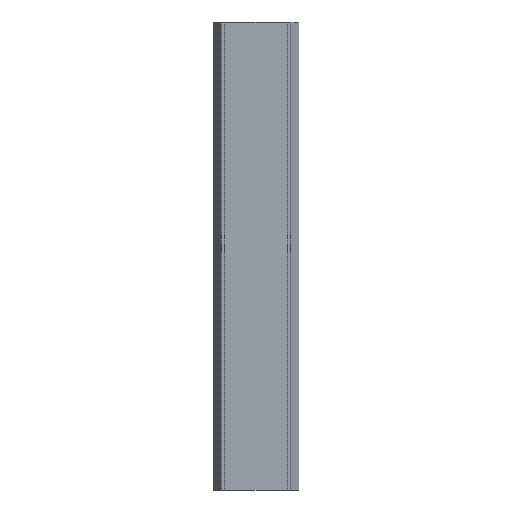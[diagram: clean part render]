
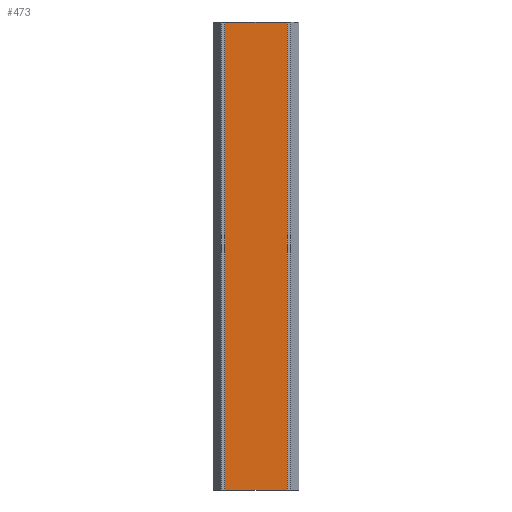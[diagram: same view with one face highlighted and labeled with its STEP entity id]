
A CAD part, front view. The second image highlights one B-rep face of the part: STEP entity #473.
In plain terms, the highlighted planar face has unit normal (0, -1, 0).
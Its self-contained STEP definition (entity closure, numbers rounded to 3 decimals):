
#48=ORIENTED_EDGE('',*,*,#174,.F.);
#49=ORIENTED_EDGE('',*,*,#173,.F.);
#50=ORIENTED_EDGE('',*,*,#175,.T.);
#51=ORIENTED_EDGE('',*,*,#176,.T.);
#173=EDGE_CURVE('',#233,#232,#283,.T.);
#174=EDGE_CURVE('',#232,#234,#284,.T.);
#175=EDGE_CURVE('',#233,#235,#285,.T.);
#176=EDGE_CURVE('',#235,#234,#286,.T.);
#232=VERTEX_POINT('',#685);
#233=VERTEX_POINT('',#687);
#234=VERTEX_POINT('',#691);
#235=VERTEX_POINT('',#693);
#283=LINE('',#688,#349);
#284=LINE('',#690,#350);
#285=LINE('',#692,#351);
#286=LINE('',#694,#352);
#349=VECTOR('',#564,1000.);
#350=VECTOR('',#567,1000.);
#351=VECTOR('',#568,1000.);
#352=VECTOR('',#569,1000.);
#401=EDGE_LOOP('',(#48,#49,#50,#51));
#425=FACE_BOUND('',#401,.T.);
#449=PLANE('',#510);
#473=ADVANCED_FACE('',(#425),#449,.T.);
#510=AXIS2_PLACEMENT_3D('',#689,#565,#566);
#564=DIRECTION('',(0.,0.,1.));
#565=DIRECTION('',(0.,-1.,0.));
#566=DIRECTION('',(0.,0.,-1.));
#567=DIRECTION('',(1.,0.,0.));
#568=DIRECTION('',(1.,0.,0.));
#569=DIRECTION('',(0.,0.,1.));
#685=CARTESIAN_POINT('',(-3.35,-0.7,0.));
#687=CARTESIAN_POINT('',(-3.35,-0.7,-50.));
#688=CARTESIAN_POINT('',(-3.35,-0.7,-50.));
#689=CARTESIAN_POINT('',(-3.35,-0.7,-50.));
#690=CARTESIAN_POINT('',(-3.35,-0.7,0.));
#691=CARTESIAN_POINT('',(3.35,-0.7,0.));
#692=CARTESIAN_POINT('',(-3.35,-0.7,-50.));
#693=CARTESIAN_POINT('',(3.35,-0.7,-50.));
#694=CARTESIAN_POINT('',(3.35,-0.7,-50.));
